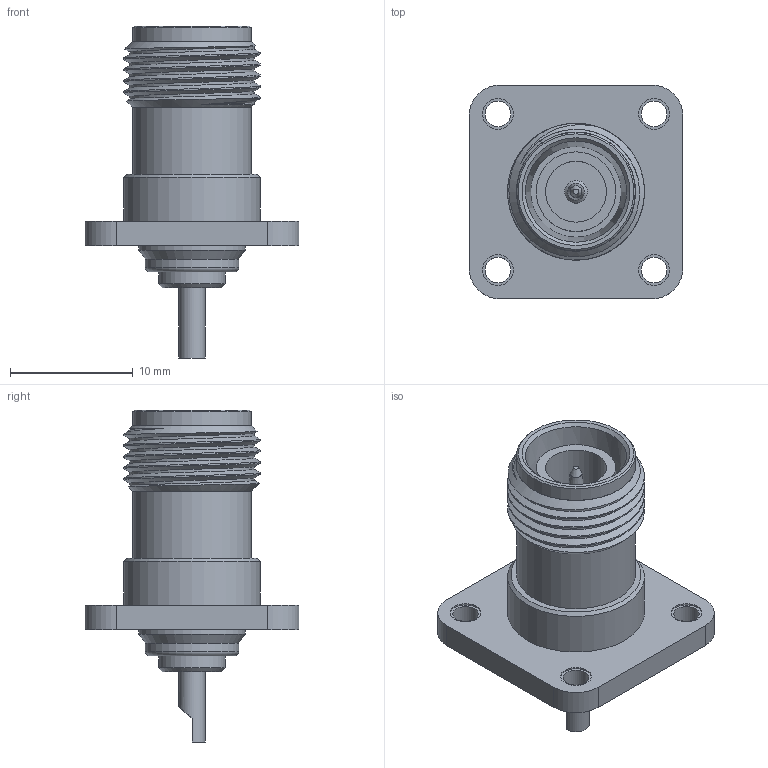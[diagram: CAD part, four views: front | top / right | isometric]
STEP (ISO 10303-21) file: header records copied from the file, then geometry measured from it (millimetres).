
FILE_DESCRIPTION (( 'STEP AP203' ), '1' );
FILE_NAME ('PE4705_3D.step', '2021-01-19T16:38:10', ( '' ), ( '' ), 'SwSTEP 2.0', 'SolidWorks 2018', '' );
FILE_SCHEMA (( 'CONFIG_CONTROL_DESIGN' ));
Length unit declared in the file: inch
Products named in the file (1): PE4705_3D
Bounding box: 17.4 x 17.4 x 27 mm (x, y, z)
Volume: 1719.2 mm3; surface area: 1964.9 mm2
Topology: 1 solids, 1 shells, 74 faces, 158 edges, 105 vertices
Faces by surface type: cylinder 29, plane 29, cone 12, bspline 3, torus 1
Full cylindrical faces by diameter (mm): 1.346 x1, 1.621 x1, 1.854 x1, 2.083 x4, 2.129 x1, 2.515 x8, 4.953 x1, 5.417 x1, 6.477 x1, 7.611 x1, 8.625 x1, 9.652 x2, 11.112 x1
Entity records: 3232 total; most frequent: CARTESIAN_POINT 1763, DIRECTION 304, ORIENTED_EDGE 210, AXIS2_PLACEMENT_3D 140, EDGE_LOOP 136, EDGE_CURVE 105, FACE_OUTER_BOUND 98, VERTEX_POINT 89
